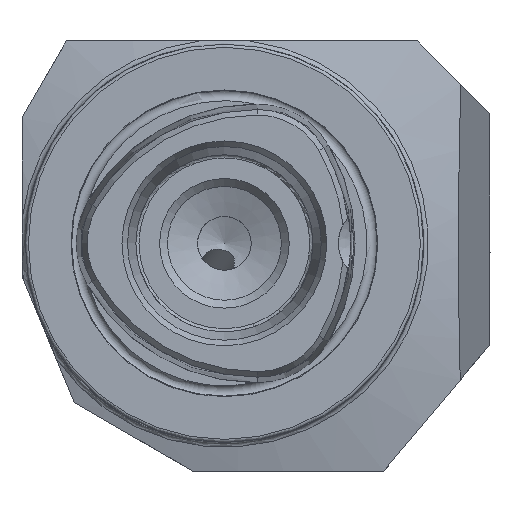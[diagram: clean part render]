
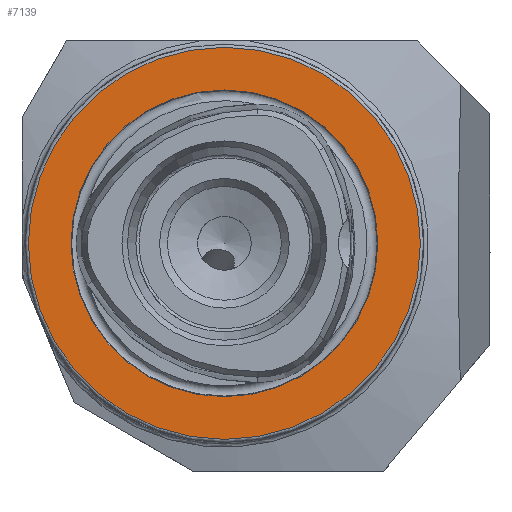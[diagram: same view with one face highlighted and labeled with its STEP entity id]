
A CAD part, left-side view. The second image highlights one B-rep face of the part: STEP entity #7139.
In plain terms, the highlighted planar face has unit normal (-1, 0, 0).
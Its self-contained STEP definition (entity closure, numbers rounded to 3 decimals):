
#875 = EDGE_CURVE ( 'NONE', #11628, #11628, #3328, .T. ) ;
#912 = AXIS2_PLACEMENT_3D ( 'NONE', #14163, #5903, #3593 ) ;
#966 = EDGE_LOOP ( 'NONE', ( #6118 ) ) ;
#1254 = AXIS2_PLACEMENT_3D ( 'NONE', #3668, #9689, #14430 ) ;
#1854 = CIRCLE ( 'NONE', #12784, 31. ) ;
#3328 = CIRCLE ( 'NONE', #912, 24.25 ) ;
#3593 = DIRECTION ( 'NONE',  ( 0., 0., 1. ) ) ;
#3668 = CARTESIAN_POINT ( 'NONE',  ( 0., 24.25, 0. ) ) ;
#3741 = CARTESIAN_POINT ( 'NONE',  ( 0., 0., 24.25 ) ) ;
#5903 = DIRECTION ( 'NONE',  ( -1., 0., 0. ) ) ;
#6078 = EDGE_CURVE ( 'NONE', #13806, #13806, #1854, .T. ) ;
#6118 = ORIENTED_EDGE ( 'NONE', *, *, #6078, .T. ) ;
#6297 = CARTESIAN_POINT ( 'NONE',  ( 0., 0., 31. ) ) ;
#6774 = ORIENTED_EDGE ( 'NONE', *, *, #875, .F. ) ;
#7139 = ADVANCED_FACE ( 'NONE', ( #12206, #14264 ), #7206, .F. ) ;
#7194 = DIRECTION ( 'NONE',  ( 0., 0., 1. ) ) ;
#7206 = PLANE ( 'NONE',  #1254 ) ;
#9689 = DIRECTION ( 'NONE',  ( 1., 0., 0. ) ) ;
#11628 = VERTEX_POINT ( 'NONE', #3741 ) ;
#12206 = FACE_BOUND ( 'NONE', #12628, .T. ) ;
#12628 = EDGE_LOOP ( 'NONE', ( #6774 ) ) ;
#12784 = AXIS2_PLACEMENT_3D ( 'NONE', #15039, #15303, #7194 ) ;
#13806 = VERTEX_POINT ( 'NONE', #6297 ) ;
#14163 = CARTESIAN_POINT ( 'NONE',  ( 0., 0., 0. ) ) ;
#14264 = FACE_OUTER_BOUND ( 'NONE', #966, .T. ) ;
#14430 = DIRECTION ( 'NONE',  ( 0., 0., -1. ) ) ;
#15039 = CARTESIAN_POINT ( 'NONE',  ( 0., 0., 0. ) ) ;
#15303 = DIRECTION ( 'NONE',  ( -1., 0., 0. ) ) ;
